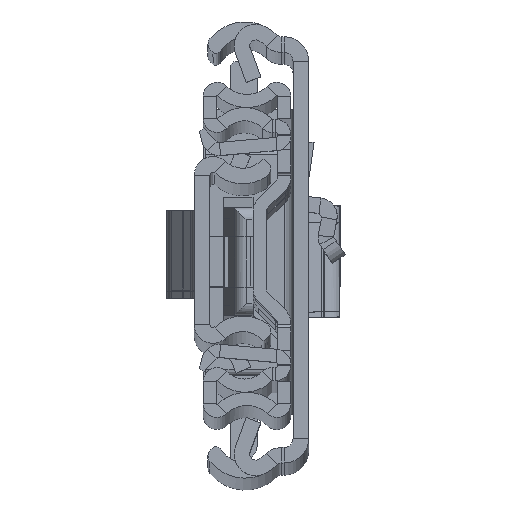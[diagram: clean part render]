
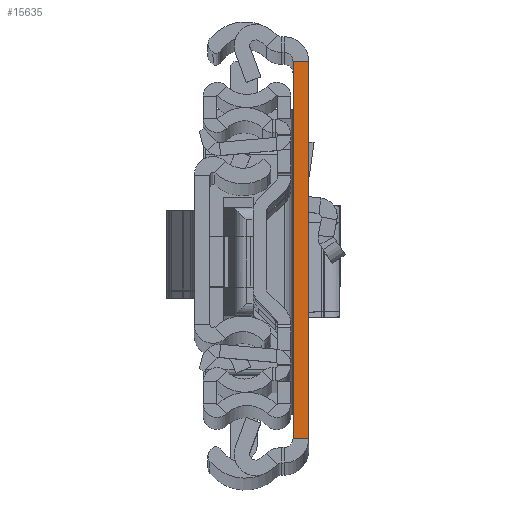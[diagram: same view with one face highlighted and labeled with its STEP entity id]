
A CAD part, top view. The second image highlights one B-rep face of the part: STEP entity #15635.
In plain terms, the highlighted planar face has unit normal (0, 0, 1).
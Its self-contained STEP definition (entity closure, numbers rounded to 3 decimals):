
#61 = LINE ( 'NONE', #1257, #7446 ) ;
#435 = FACE_OUTER_BOUND ( 'NONE', #16385, .T. ) ;
#699 = CARTESIAN_POINT ( 'NONE',  ( 0., -31.5, 0. ) ) ;
#984 = EDGE_CURVE ( 'NONE', #2047, #6779, #19354, .T. ) ;
#1257 = CARTESIAN_POINT ( 'NONE',  ( 2.6, -31.5, 0. ) ) ;
#1754 = EDGE_CURVE ( 'NONE', #3890, #6779, #4300, .T. ) ;
#2047 = VERTEX_POINT ( 'NONE', #12934 ) ;
#3890 = VERTEX_POINT ( 'NONE', #18243 ) ;
#4300 = LINE ( 'NONE', #17809, #7146 ) ;
#4349 = DIRECTION ( 'NONE',  ( 0., 1., 0. ) ) ;
#4495 = ORIENTED_EDGE ( 'NONE', *, *, #984, .T. ) ;
#5056 = DIRECTION ( 'NONE',  ( 0., 0., -1. ) ) ;
#5539 = CARTESIAN_POINT ( 'NONE',  ( 0., -31.5, 0. ) ) ;
#5652 = VECTOR ( 'NONE', #4349, 1000. ) ;
#5777 = VERTEX_POINT ( 'NONE', #5539 ) ;
#5882 = CARTESIAN_POINT ( 'NONE',  ( 2.6, 31.5, 0. ) ) ;
#6533 = CARTESIAN_POINT ( 'NONE',  ( 2.6, -31.5, 0. ) ) ;
#6635 = DIRECTION ( 'NONE',  ( 0., 1., 0. ) ) ;
#6779 = VERTEX_POINT ( 'NONE', #5882 ) ;
#7146 = VECTOR ( 'NONE', #8747, 1000. ) ;
#7446 = VECTOR ( 'NONE', #17994, 1000. ) ;
#8297 = LINE ( 'NONE', #699, #12782 ) ;
#8682 = AXIS2_PLACEMENT_3D ( 'NONE', #6533, #5056, #6635 ) ;
#8747 = DIRECTION ( 'NONE',  ( 1., 0., 0. ) ) ;
#9661 = ORIENTED_EDGE ( 'NONE', *, *, #16732, .T. ) ;
#10947 = ORIENTED_EDGE ( 'NONE', *, *, #16119, .F. ) ;
#12130 = CARTESIAN_POINT ( 'NONE',  ( 2.6, -31.5, 0. ) ) ;
#12782 = VECTOR ( 'NONE', #15692, 1000. ) ;
#12934 = CARTESIAN_POINT ( 'NONE',  ( 2.6, -31.5, 0. ) ) ;
#13476 = ORIENTED_EDGE ( 'NONE', *, *, #1754, .F. ) ;
#14308 = PLANE ( 'NONE',  #8682 ) ;
#15635 = ADVANCED_FACE ( 'NONE', ( #435 ), #14308, .F. ) ;
#15692 = DIRECTION ( 'NONE',  ( 0., 1., 0. ) ) ;
#16119 = EDGE_CURVE ( 'NONE', #5777, #3890, #8297, .T. ) ;
#16385 = EDGE_LOOP ( 'NONE', ( #13476, #10947, #9661, #4495 ) ) ;
#16732 = EDGE_CURVE ( 'NONE', #5777, #2047, #61, .T. ) ;
#17809 = CARTESIAN_POINT ( 'NONE',  ( 2.6, 31.5, 0. ) ) ;
#17994 = DIRECTION ( 'NONE',  ( 1., 0., 0. ) ) ;
#18243 = CARTESIAN_POINT ( 'NONE',  ( 0., 31.5, 0. ) ) ;
#19354 = LINE ( 'NONE', #12130, #5652 ) ;
